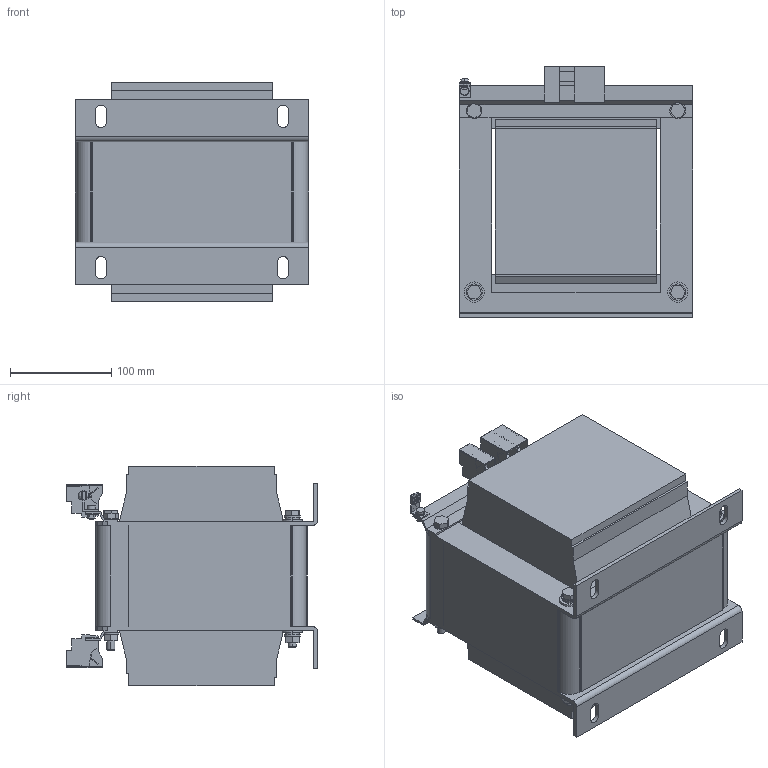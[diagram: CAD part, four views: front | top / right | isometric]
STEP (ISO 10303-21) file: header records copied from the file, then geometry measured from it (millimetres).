
FILE_DESCRIPTION (( 'STEP AP203' ), '1' );
FILE_NAME ('USTE3200_2X115.step', '2024-10-31T17:00:07', ( '' ), ( '' ), 'SwSTEP 2.0', 'SolidWorks 2023', '' );
FILE_SCHEMA (( 'CONFIG_CONTROL_DESIGN' ));
Length unit declared in the file: inch
Products named in the file (1): USTE3200_2X115
Bounding box: 231 x 247.82 x 216.5 mm (x, y, z)
Volume: 7830919.3 mm3; surface area: 502284.7 mm2
Topology: 1 solids, 1 shells, 757 faces, 2072 edges, 1350 vertices
Faces by surface type: plane 582, cylinder 159, cone 12, bspline 4
Entity records: 24052 total; most frequent: CARTESIAN_POINT 4471, ORIENTED_EDGE 4144, DIRECTION 3923, EDGE_CURVE 2072, LINE 1657, VECTOR 1657, VERTEX_POINT 1350, AXIS2_PLACEMENT_3D 1133
